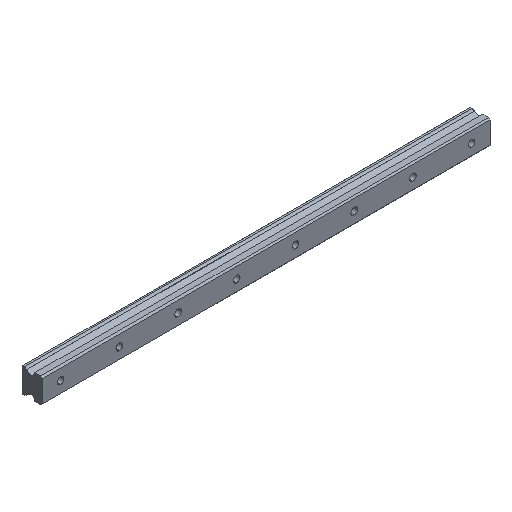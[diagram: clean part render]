
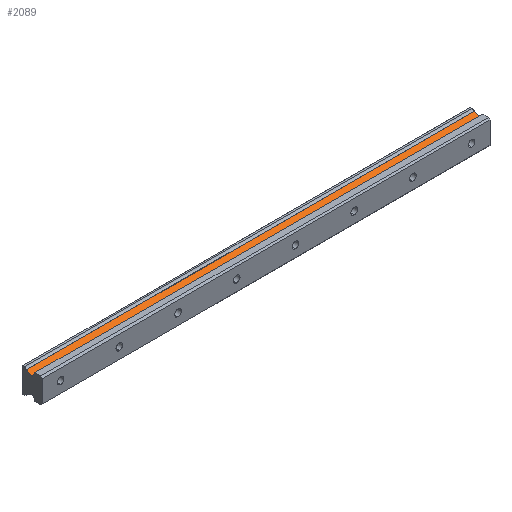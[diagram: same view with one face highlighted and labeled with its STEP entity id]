
A CAD part, isometric view. The second image highlights one B-rep face of the part: STEP entity #2089.
In plain terms, the highlighted planar face has unit normal (0, -0.499, 0.867).
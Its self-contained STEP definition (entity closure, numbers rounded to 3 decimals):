
#26 = EDGE_CURVE ( 'NONE', #1760, #2103, #1799, .T. ) ;
#140 = DIRECTION ( 'NONE',  ( -1., 0., 0. ) ) ;
#165 = VECTOR ( 'NONE', #1699, 1000. ) ;
#173 = CARTESIAN_POINT ( 'NONE',  ( 585., 21.02, 15.006 ) ) ;
#215 = CARTESIAN_POINT ( 'NONE',  ( -25., 21.02, 15.006 ) ) ;
#279 = ORIENTED_EDGE ( 'NONE', *, *, #26, .F. ) ;
#428 = CARTESIAN_POINT ( 'NONE',  ( -25., 21.02, 15.006 ) ) ;
#433 = ORIENTED_EDGE ( 'NONE', *, *, #748, .T. ) ;
#505 = CARTESIAN_POINT ( 'NONE',  ( 585., 14.475, 11.24 ) ) ;
#664 = VECTOR ( 'NONE', #140, 1000. ) ;
#702 = LINE ( 'NONE', #215, #1934 ) ;
#736 = CARTESIAN_POINT ( 'NONE',  ( 585., 21.02, 15.006 ) ) ;
#748 = EDGE_CURVE ( 'NONE', #911, #1037, #702, .T. ) ;
#751 = EDGE_LOOP ( 'NONE', ( #995, #279, #1966, #433 ) ) ;
#911 = VERTEX_POINT ( 'NONE', #428 ) ;
#995 = ORIENTED_EDGE ( 'NONE', *, *, #1569, .F. ) ;
#1037 = VERTEX_POINT ( 'NONE', #1529 ) ;
#1041 = LINE ( 'NONE', #1367, #165 ) ;
#1130 = EDGE_CURVE ( 'NONE', #911, #1760, #1041, .T. ) ;
#1139 = DIRECTION ( 'NONE',  ( 0., 0.499, -0.867 ) ) ;
#1303 = PLANE ( 'NONE',  #1545 ) ;
#1322 = VECTOR ( 'NONE', #1419, 1000. ) ;
#1367 = CARTESIAN_POINT ( 'NONE',  ( 585., 21.02, 15.006 ) ) ;
#1419 = DIRECTION ( 'NONE',  ( 0., -0.867, -0.499 ) ) ;
#1529 = CARTESIAN_POINT ( 'NONE',  ( -25., 14.475, 11.24 ) ) ;
#1545 = AXIS2_PLACEMENT_3D ( 'NONE', #173, #1139, #1658 ) ;
#1569 = EDGE_CURVE ( 'NONE', #2103, #1037, #1762, .T. ) ;
#1658 = DIRECTION ( 'NONE',  ( 0., 0.867, 0.499 ) ) ;
#1699 = DIRECTION ( 'NONE',  ( 1., 0., 0. ) ) ;
#1760 = VERTEX_POINT ( 'NONE', #736 ) ;
#1762 = LINE ( 'NONE', #2099, #664 ) ;
#1788 = CARTESIAN_POINT ( 'NONE',  ( 585., 21.02, 15.006 ) ) ;
#1799 = LINE ( 'NONE', #1788, #1322 ) ;
#1934 = VECTOR ( 'NONE', #2000, 1000. ) ;
#1966 = ORIENTED_EDGE ( 'NONE', *, *, #1130, .F. ) ;
#2000 = DIRECTION ( 'NONE',  ( 0., -0.867, -0.499 ) ) ;
#2089 = ADVANCED_FACE ( 'NONE', ( #2121 ), #1303, .F. ) ;
#2099 = CARTESIAN_POINT ( 'NONE',  ( 585., 14.475, 11.24 ) ) ;
#2103 = VERTEX_POINT ( 'NONE', #505 ) ;
#2121 = FACE_OUTER_BOUND ( 'NONE', #751, .T. ) ;
